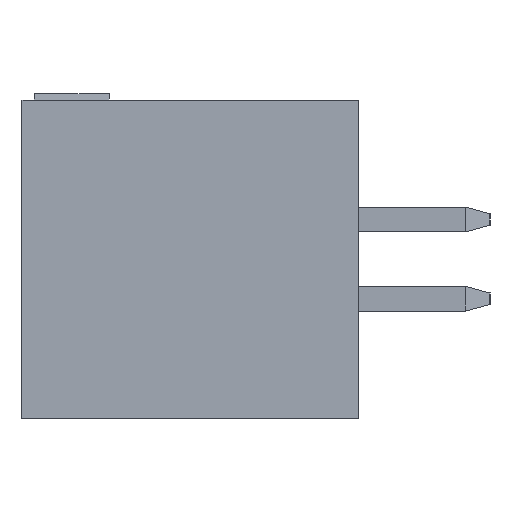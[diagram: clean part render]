
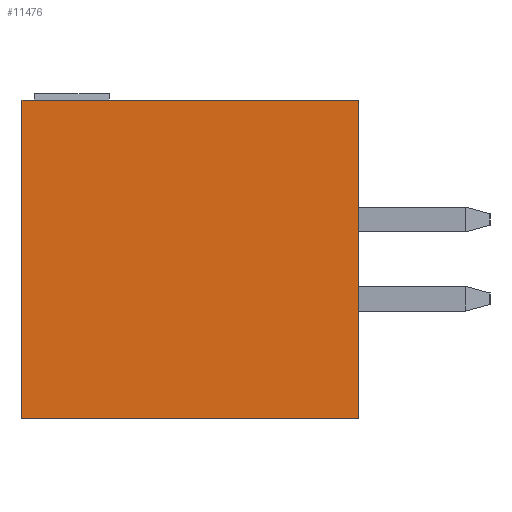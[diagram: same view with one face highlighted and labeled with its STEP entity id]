
A CAD part, left-side view. The second image highlights one B-rep face of the part: STEP entity #11476.
In plain terms, the highlighted planar face has unit normal (-1, 0, 0).
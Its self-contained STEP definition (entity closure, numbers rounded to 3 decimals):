
#1119 = CARTESIAN_POINT ( 'NONE',  ( -11.405, 5.4, 2.55 ) ) ;
#1482 = EDGE_CURVE ( 'NONE', #17329, #20129, #2726, .T. ) ;
#2477 = LINE ( 'NONE', #1119, #10626 ) ;
#2530 = ORIENTED_EDGE ( 'NONE', *, *, #1482, .F. ) ;
#2696 = CARTESIAN_POINT ( 'NONE',  ( -11.405, 5.4, -2.55 ) ) ;
#2726 = LINE ( 'NONE', #4363, #5993 ) ;
#2792 = DIRECTION ( 'NONE',  ( 0., -1., 0. ) ) ;
#3546 = EDGE_CURVE ( 'NONE', #11421, #20129, #8422, .T. ) ;
#4363 = CARTESIAN_POINT ( 'NONE',  ( -11.405, 5.4, 2.55 ) ) ;
#5672 = DIRECTION ( 'NONE',  ( 1., 0., 0. ) ) ;
#5991 = CARTESIAN_POINT ( 'NONE',  ( -11.405, 0., 2.55 ) ) ;
#5993 = VECTOR ( 'NONE', #2792, 1000. ) ;
#7865 = CARTESIAN_POINT ( 'NONE',  ( -11.405, 5.4, -2.55 ) ) ;
#8422 = LINE ( 'NONE', #5991, #14513 ) ;
#9185 = DIRECTION ( 'NONE',  ( 0., -1., 0. ) ) ;
#10384 = EDGE_CURVE ( 'NONE', #19825, #11421, #17772, .T. ) ;
#10626 = VECTOR ( 'NONE', #18482, 1000. ) ;
#10900 = EDGE_CURVE ( 'NONE', #19825, #17329, #2477, .T. ) ;
#11421 = VERTEX_POINT ( 'NONE', #19516 ) ;
#11476 = ADVANCED_FACE ( 'NONE', ( #13636 ), #13537, .F. ) ;
#12366 = DIRECTION ( 'NONE',  ( 0., 0., 1. ) ) ;
#13421 = AXIS2_PLACEMENT_3D ( 'NONE', #18385, #5672, #13605 ) ;
#13537 = PLANE ( 'NONE',  #13421 ) ;
#13546 = VECTOR ( 'NONE', #9185, 1000. ) ;
#13605 = DIRECTION ( 'NONE',  ( 0., 0., -1. ) ) ;
#13636 = FACE_OUTER_BOUND ( 'NONE', #16214, .T. ) ;
#13706 = CARTESIAN_POINT ( 'NONE',  ( -11.405, 5.4, 2.55 ) ) ;
#14513 = VECTOR ( 'NONE', #12366, 1000. ) ;
#16214 = EDGE_LOOP ( 'NONE', ( #16421, #2530, #18464, #17828 ) ) ;
#16421 = ORIENTED_EDGE ( 'NONE', *, *, #3546, .T. ) ;
#17329 = VERTEX_POINT ( 'NONE', #13706 ) ;
#17772 = LINE ( 'NONE', #2696, #13546 ) ;
#17828 = ORIENTED_EDGE ( 'NONE', *, *, #10384, .T. ) ;
#18055 = CARTESIAN_POINT ( 'NONE',  ( -11.405, 0., 2.55 ) ) ;
#18385 = CARTESIAN_POINT ( 'NONE',  ( -11.405, 5.4, 2.55 ) ) ;
#18464 = ORIENTED_EDGE ( 'NONE', *, *, #10900, .F. ) ;
#18482 = DIRECTION ( 'NONE',  ( 0., 0., 1. ) ) ;
#19516 = CARTESIAN_POINT ( 'NONE',  ( -11.405, 0., -2.55 ) ) ;
#19825 = VERTEX_POINT ( 'NONE', #7865 ) ;
#20129 = VERTEX_POINT ( 'NONE', #18055 ) ;
